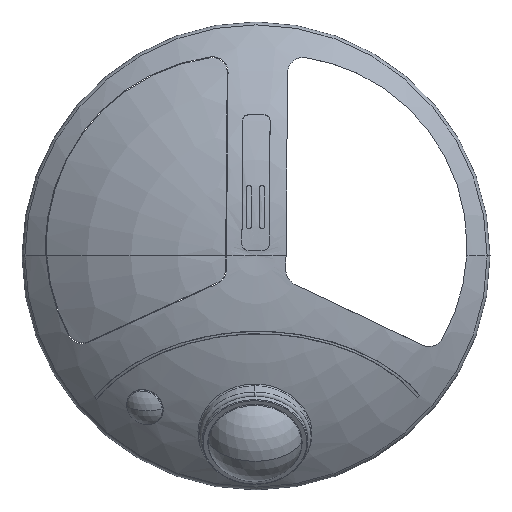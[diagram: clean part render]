
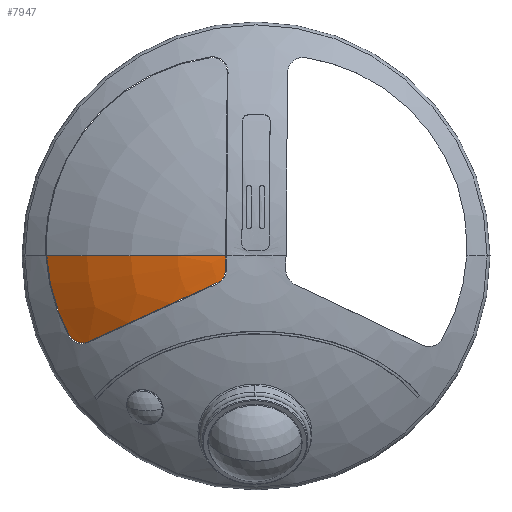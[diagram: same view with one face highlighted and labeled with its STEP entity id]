
A CAD part, top view. The second image highlights one B-rep face of the part: STEP entity #7947.
In plain terms, the highlighted toroidal (fillet/blend) face has major radius 6.721 mm and minor radius 98.678 mm.
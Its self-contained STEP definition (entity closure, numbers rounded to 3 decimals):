
#140 = CARTESIAN_POINT ( 'NONE',  ( -65.901, -11.042, 9.829 ) ) ;
#151 = CARTESIAN_POINT ( 'NONE',  ( -54.122, -27.649, 14.111 ) ) ;
#204 = CARTESIAN_POINT ( 'NONE',  ( -54.377, -27.759, 13.93 ) ) ;
#329 = CARTESIAN_POINT ( 'NONE',  ( -57.967, -27.66, 11.745 ) ) ;
#404 = EDGE_LOOP ( 'NONE', ( #4165, #1075, #3943, #4771, #2933, #8525 ) ) ;
#568 = CARTESIAN_POINT ( 'NONE',  ( -9.786, 0., 30.186 ) ) ;
#672 = CARTESIAN_POINT ( 'NONE',  ( -59.916, -26.144, 10.913 ) ) ;
#704 = CARTESIAN_POINT ( 'NONE',  ( -11.813, -8.315, 29.932 ) ) ;
#755 = CARTESIAN_POINT ( 'NONE',  ( -12.187, -8.555, 29.896 ) ) ;
#841 = EDGE_CURVE ( 'NONE', #8723, #6768, #5315, .T. ) ;
#877 = VERTEX_POINT ( 'NONE', #1519 ) ;
#912 = EDGE_CURVE ( 'NONE', #877, #8723, #10722, .T. ) ;
#1075 = ORIENTED_EDGE ( 'NONE', *, *, #7738, .T. ) ;
#1519 = CARTESIAN_POINT ( 'NONE',  ( -60.269, -25.593, 10.834 ) ) ;
#1576 = CARTESIAN_POINT ( 'NONE',  ( -60.105, -25.881, 10.862 ) ) ;
#1603 = CARTESIAN_POINT ( 'NONE',  ( -10.848, -7.38, 30.026 ) ) ;
#1664 = CARTESIAN_POINT ( 'NONE',  ( -11.142, -7.717, 29.997 ) ) ;
#1896 = EDGE_CURVE ( 'NONE', #2186, #7941, #4529, .T. ) ;
#2023 = CARTESIAN_POINT ( 'NONE',  ( -56.285, -28.048, 12.691 ) ) ;
#2070 = VERTEX_POINT ( 'NONE', #8680 ) ;
#2186 = VERTEX_POINT ( 'NONE', #3177 ) ;
#2369 = CARTESIAN_POINT ( 'NONE',  ( -32.583, -17.842, 25.447 ) ) ;
#2390 = CARTESIAN_POINT ( 'NONE',  ( -9.786, 0., 30.186 ) ) ;
#2433 = CARTESIAN_POINT ( 'NONE',  ( -47.795, -24.768, 18.356 ) ) ;
#2588 = CARTESIAN_POINT ( 'NONE',  ( -10.091, -6.014, 30.106 ) ) ;
#2726 = CARTESIAN_POINT ( 'NONE',  ( -67.42, -2.219, 9.357 ) ) ;
#2933 = ORIENTED_EDGE ( 'NONE', *, *, #6783, .T. ) ;
#3077 = CARTESIAN_POINT ( 'NONE',  ( -66.396, -8.848, 9.703 ) ) ;
#3177 = CARTESIAN_POINT ( 'NONE',  ( -67.548, 0., 9.257 ) ) ;
#3351 = CARTESIAN_POINT ( 'NONE',  ( -51.005, -26.23, 16.352 ) ) ;
#3375 = B_SPLINE_CURVE_WITH_KNOTS ( 'NONE', 3,
 ( #6204, #7926, #9835, #568 ),
 .UNSPECIFIED., .F., .F.,
 ( 4, 4 ),
 ( 0.003, 0.008 ),
 .UNSPECIFIED. ) ;
#3413 = CARTESIAN_POINT ( 'NONE',  ( -41.194, -21.763, 21.912 ) ) ;
#3473 = CARTESIAN_POINT ( 'NONE',  ( -59.495, -26.625, 11.053 ) ) ;
#3505 = CARTESIAN_POINT ( 'NONE',  ( -9.828, -4.923, 30.142 ) ) ;
#3569 = CARTESIAN_POINT ( 'NONE',  ( -10.36, -6.631, 30.076 ) ) ;
#3646 = CARTESIAN_POINT ( 'NONE',  ( -63.979, -17.462, 10.232 ) ) ;
#3752 = EDGE_CURVE ( 'NONE', #2070, #7941, #3375, .T. ) ;
#3801 = CARTESIAN_POINT ( 'NONE',  ( -57.692, -27.768, 11.89 ) ) ;
#3819 = CARTESIAN_POINT ( 'NONE',  ( -54.122, -27.649, 14.111 ) ) ;
#3943 = ORIENTED_EDGE ( 'NONE', *, *, #912, .T. ) ;
#3989 = CARTESIAN_POINT ( 'NONE',  ( -61.341, -23.615, 10.675 ) ) ;
#4091 = CARTESIAN_POINT ( 'NONE',  ( -12.598, -8.742, 29.857 ) ) ;
#4165 = ORIENTED_EDGE ( 'NONE', *, *, #1896, .F. ) ;
#4362 = DIRECTION ( 'NONE',  ( -1., 0., 0. ) ) ;
#4396 = CARTESIAN_POINT ( 'NONE',  ( -58.508, -27.387, 11.477 ) ) ;
#4424 = CARTESIAN_POINT ( 'NONE',  ( -11.303, -7.877, 29.982 ) ) ;
#4487 = CARTESIAN_POINT ( 'NONE',  ( -10.713, -7.203, 30.04 ) ) ;
#4529 = CIRCLE ( 'NONE', #6097, 98.678 ) ;
#4567 = CARTESIAN_POINT ( 'NONE',  ( -67.172, -4.432, 9.466 ) ) ;
#4771 = ORIENTED_EDGE ( 'NONE', *, *, #841, .T. ) ;
#4787 = CARTESIAN_POINT ( 'NONE',  ( -55.176, -27.975, 13.39 ) ) ;
#4791 = CARTESIAN_POINT ( 'NONE',  ( -60.269, -25.593, 10.834 ) ) ;
#4849 = CARTESIAN_POINT ( 'NONE',  ( -54.638, -27.846, 13.75 ) ) ;
#4914 = CARTESIAN_POINT ( 'NONE',  ( -56.006, -28.053, 12.862 ) ) ;
#5227 = DIRECTION ( 'NONE',  ( 0., 1., 0. ) ) ;
#5296 = CARTESIAN_POINT ( 'NONE',  ( -10.47, -6.829, 30.065 ) ) ;
#5315 = B_SPLINE_CURVE_WITH_KNOTS ( 'NONE', 3,
 ( #151, #3351, #2433, #3413, #9939, #2369, #6188, #8785, #5993, #8096, #6116, #4091 ),
 .UNSPECIFIED., .F., .F.,
 ( 4, 2, 2, 2, 2, 4 ),
 ( 0., 0.012, 0.024, 0.03, 0.036, 0.048 ),
 .UNSPECIFIED. ) ;
#5330 = CARTESIAN_POINT ( 'NONE',  ( -58.767, -27.225, 11.356 ) ) ;
#5785 = AXIS2_PLACEMENT_3D ( 'NONE', #5956, #7927, #10744 ) ;
#5793 = B_SPLINE_CURVE_WITH_KNOTS ( 'NONE', 3,
 ( #6343, #755, #704, #4424, #1664, #1603, #4487, #5296, #3569, #10945, #2588, #7327, #3505, #7201 ),
 .UNSPECIFIED., .F., .F.,
 ( 4, 2, 2, 2, 2, 2, 4 ),
 ( 0., 0.001, 0.002, 0.003, 0.003, 0.004, 0.005 ),
 .UNSPECIFIED. ) ;
#5837 = CARTESIAN_POINT ( 'NONE',  ( -55.452, -28.017, 13.211 ) ) ;
#5956 = CARTESIAN_POINT ( 'NONE',  ( 0., 0., -68.444 ) ) ;
#5993 = CARTESIAN_POINT ( 'NONE',  ( -25.436, -14.587, 27.632 ) ) ;
#6097 = AXIS2_PLACEMENT_3D ( 'NONE', #11672, #5227, #4362 ) ;
#6116 = CARTESIAN_POINT ( 'NONE',  ( -16.309, -10.431, 29.506 ) ) ;
#6188 = CARTESIAN_POINT ( 'NONE',  ( -30.82, -17.039, 26.052 ) ) ;
#6204 = CARTESIAN_POINT ( 'NONE',  ( -9.824, -4.471, 30.15 ) ) ;
#6343 = CARTESIAN_POINT ( 'NONE',  ( -12.598, -8.742, 29.857 ) ) ;
#6419 = CARTESIAN_POINT ( 'NONE',  ( -62.297, -21.592, 10.523 ) ) ;
#6642 = CARTESIAN_POINT ( 'NONE',  ( -65.624, -12.128, 9.894 ) ) ;
#6768 = VERTEX_POINT ( 'NONE', #11616 ) ;
#6783 = EDGE_CURVE ( 'NONE', #6768, #2070, #5793, .T. ) ;
#7201 = CARTESIAN_POINT ( 'NONE',  ( -9.824, -4.471, 30.15 ) ) ;
#7327 = CARTESIAN_POINT ( 'NONE',  ( -9.897, -5.373, 30.13 ) ) ;
#7738 = EDGE_CURVE ( 'NONE', #2186, #877, #10408, .T. ) ;
#7926 = CARTESIAN_POINT ( 'NONE',  ( -9.812, -2.981, 30.176 ) ) ;
#7927 = DIRECTION ( 'NONE',  ( 0., 0., 1. ) ) ;
#7941 = VERTEX_POINT ( 'NONE', #2390 ) ;
#7947 = ADVANCED_FACE ( 'NONE', ( #8746 ), #11080, .T. ) ;
#8096 = CARTESIAN_POINT ( 'NONE',  ( -19.982, -12.104, 28.906 ) ) ;
#8525 = ORIENTED_EDGE ( 'NONE', *, *, #3752, .T. ) ;
#8619 = CARTESIAN_POINT ( 'NONE',  ( -56.85, -27.987, 12.357 ) ) ;
#8680 = CARTESIAN_POINT ( 'NONE',  ( -9.824, -4.471, 30.15 ) ) ;
#8723 = VERTEX_POINT ( 'NONE', #3819 ) ;
#8746 = FACE_OUTER_BOUND ( 'NONE', #404, .T. ) ;
#8785 = CARTESIAN_POINT ( 'NONE',  ( -27.248, -15.412, 27.144 ) ) ;
#9475 = CARTESIAN_POINT ( 'NONE',  ( -54.122, -27.649, 14.111 ) ) ;
#9835 = CARTESIAN_POINT ( 'NONE',  ( -9.799, -1.49, 30.186 ) ) ;
#9939 = CARTESIAN_POINT ( 'NONE',  ( -37.804, -20.219, 23.463 ) ) ;
#10408 = B_SPLINE_CURVE_WITH_KNOTS ( 'NONE', 3,
 ( #11084, #2726, #4567, #11495, #3077, #140, #6642, #10513, #3646, #6419, #3989, #4791 ),
 .UNSPECIFIED., .F., .F.,
 ( 4, 2, 2, 2, 2, 4 ),
 ( 0.091, 0.098, 0.101, 0.105, 0.111, 0.118 ),
 .UNSPECIFIED. ) ;
#10509 = CARTESIAN_POINT ( 'NONE',  ( -57.134, -27.931, 12.195 ) ) ;
#10513 = CARTESIAN_POINT ( 'NONE',  ( -64.706, -15.354, 10.093 ) ) ;
#10722 = B_SPLINE_CURVE_WITH_KNOTS ( 'NONE', 3,
 ( #10980, #1576, #672, #3473, #11895, #5330, #4396, #329, #3801, #10509, #8619, #2023, #4914, #5837, #4787, #4849, #204, #9475 ),
 .UNSPECIFIED., .F., .F.,
 ( 4, 2, 2, 2, 2, 2, 2, 2, 4 ),
 ( 0., 0.001, 0.002, 0.003, 0.004, 0.005, 0.006, 0.007, 0.008 ),
 .UNSPECIFIED. ) ;
#10744 = DIRECTION ( 'NONE',  ( 1., 0., 0. ) ) ;
#10945 = CARTESIAN_POINT ( 'NONE',  ( -10.17, -6.223, 30.097 ) ) ;
#10980 = CARTESIAN_POINT ( 'NONE',  ( -60.269, -25.593, 10.834 ) ) ;
#11080 = TOROIDAL_SURFACE ( 'NONE', #5785, 6.721, 98.678 ) ;
#11084 = CARTESIAN_POINT ( 'NONE',  ( -67.548, 0., 9.257 ) ) ;
#11495 = CARTESIAN_POINT ( 'NONE',  ( -66.614, -7.743, 9.642 ) ) ;
#11616 = CARTESIAN_POINT ( 'NONE',  ( -12.598, -8.742, 29.857 ) ) ;
#11672 = CARTESIAN_POINT ( 'NONE',  ( -6.721, 0., -68.444 ) ) ;
#11895 = CARTESIAN_POINT ( 'NONE',  ( -59.259, -26.845, 11.145 ) ) ;
